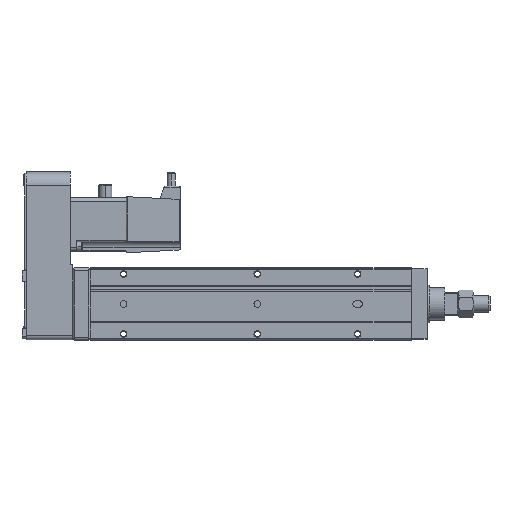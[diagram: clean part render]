
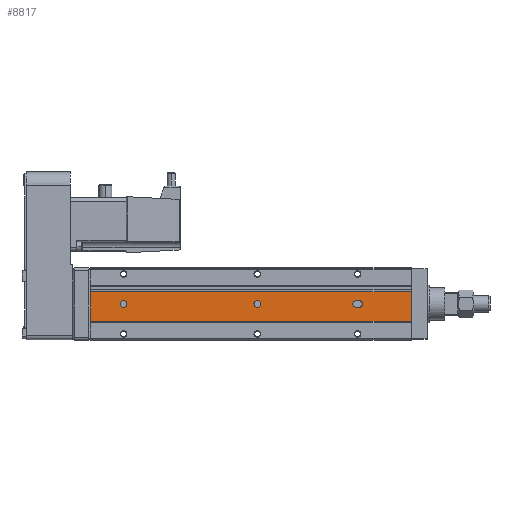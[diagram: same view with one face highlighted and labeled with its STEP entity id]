
A CAD part, front view. The second image highlights one B-rep face of the part: STEP entity #8817.
In plain terms, the highlighted planar face has unit normal (0, -1, 0).
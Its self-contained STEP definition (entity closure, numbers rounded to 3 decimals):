
#1084 = EDGE_CURVE ( 'NONE', #25225, #13771, #5767, .T. ) ;
#1116 = VECTOR ( 'NONE', #22058, 1000. ) ;
#1135 = AXIS2_PLACEMENT_3D ( 'NONE', #18633, #20554, #4969 ) ;
#1427 = ORIENTED_EDGE ( 'NONE', *, *, #13377, .F. ) ;
#1452 = PLANE ( 'NONE',  #22181 ) ;
#1457 = ORIENTED_EDGE ( 'NONE', *, *, #21904, .F. ) ;
#1768 = DIRECTION ( 'NONE',  ( 0., 0., -1. ) ) ;
#1863 = CARTESIAN_POINT ( 'NONE',  ( 240., 1., -2.5 ) ) ;
#2285 = CARTESIAN_POINT ( 'NONE',  ( 240., 1., -13. ) ) ;
#2763 = CARTESIAN_POINT ( 'NONE',  ( 240., 1., 2.5 ) ) ;
#2773 = DIRECTION ( 'NONE',  ( 0., 0., 1. ) ) ;
#2990 = ORIENTED_EDGE ( 'NONE', *, *, #1084, .F. ) ;
#3026 = EDGE_CURVE ( 'NONE', #7247, #21606, #24514, .T. ) ;
#3494 = CARTESIAN_POINT ( 'NONE',  ( 25., 1., 0. ) ) ;
#3512 = FACE_BOUND ( 'NONE', #18564, .T. ) ;
#3563 = EDGE_CURVE ( 'NONE', #21606, #7247, #20430, .T. ) ;
#3648 = CARTESIAN_POINT ( 'NONE',  ( 240., 1., 9.286 ) ) ;
#3653 = VERTEX_POINT ( 'NONE', #4042 ) ;
#3800 = DIRECTION ( 'NONE',  ( 0., 0., 1. ) ) ;
#3833 = VERTEX_POINT ( 'NONE', #23673 ) ;
#3945 = CARTESIAN_POINT ( 'NONE',  ( 0., 1., 9.286 ) ) ;
#4042 = CARTESIAN_POINT ( 'NONE',  ( 201., 1., 2.5 ) ) ;
#4182 = VERTEX_POINT ( 'NONE', #3945 ) ;
#4405 = EDGE_CURVE ( 'NONE', #13771, #25225, #15963, .T. ) ;
#4494 = LINE ( 'NONE', #2285, #14002 ) ;
#4548 = ORIENTED_EDGE ( 'NONE', *, *, #4405, .F. ) ;
#4969 = DIRECTION ( 'NONE',  ( 0., 0., 1. ) ) ;
#5085 = EDGE_LOOP ( 'NONE', ( #21633, #5497 ) ) ;
#5221 = AXIS2_PLACEMENT_3D ( 'NONE', #5587, #13454, #3800 ) ;
#5359 = DIRECTION ( 'NONE',  ( 0., -1., 0. ) ) ;
#5497 = ORIENTED_EDGE ( 'NONE', *, *, #3563, .F. ) ;
#5564 = CARTESIAN_POINT ( 'NONE',  ( 0., 1., -13. ) ) ;
#5587 = CARTESIAN_POINT ( 'NONE',  ( 125., 1., 0. ) ) ;
#5767 = CIRCLE ( 'NONE', #20162, 2.5 ) ;
#5973 = ORIENTED_EDGE ( 'NONE', *, *, #18098, .F. ) ;
#6136 = LINE ( 'NONE', #2763, #19271 ) ;
#6813 = EDGE_CURVE ( 'NONE', #4182, #13921, #21494, .T. ) ;
#6913 = VECTOR ( 'NONE', #25086, 1000. ) ;
#7141 = CARTESIAN_POINT ( 'NONE',  ( 25., 1., -2.5 ) ) ;
#7247 = VERTEX_POINT ( 'NONE', #12030 ) ;
#8447 = DIRECTION ( 'NONE',  ( -1., 0., 0. ) ) ;
#8720 = AXIS2_PLACEMENT_3D ( 'NONE', #12578, #24433, #2773 ) ;
#8747 = VERTEX_POINT ( 'NONE', #16798 ) ;
#8817 = ADVANCED_FACE ( 'NONE', ( #13448, #3512, #24919, #9451 ), #1452, .F. ) ;
#9203 = DIRECTION ( 'NONE',  ( 1., 0., 0. ) ) ;
#9205 = ORIENTED_EDGE ( 'NONE', *, *, #11644, .F. ) ;
#9451 = FACE_BOUND ( 'NONE', #5085, .T. ) ;
#10927 = CARTESIAN_POINT ( 'NONE',  ( 201., 1., -2.5 ) ) ;
#10950 = DIRECTION ( 'NONE',  ( 0., -1., 0. ) ) ;
#11442 = CARTESIAN_POINT ( 'NONE',  ( 0., 1., 9.286 ) ) ;
#11644 = EDGE_CURVE ( 'NONE', #16294, #13921, #4494, .T. ) ;
#11739 = VERTEX_POINT ( 'NONE', #10927 ) ;
#12030 = CARTESIAN_POINT ( 'NONE',  ( 125., 1., -2.5 ) ) ;
#12218 = DIRECTION ( 'NONE',  ( -1., 0., 0. ) ) ;
#12273 = CARTESIAN_POINT ( 'NONE',  ( 240., 1., 9.286 ) ) ;
#12525 = CARTESIAN_POINT ( 'NONE',  ( 125., 1., 2.5 ) ) ;
#12578 = CARTESIAN_POINT ( 'NONE',  ( 201., 1., 0. ) ) ;
#12622 = EDGE_LOOP ( 'NONE', ( #4548, #2990 ) ) ;
#12687 = CIRCLE ( 'NONE', #15978, 2.5 ) ;
#12792 = DIRECTION ( 'NONE',  ( 0., -1., 0. ) ) ;
#13377 = EDGE_CURVE ( 'NONE', #3653, #25017, #6136, .T. ) ;
#13448 = FACE_OUTER_BOUND ( 'NONE', #18482, .T. ) ;
#13454 = DIRECTION ( 'NONE',  ( 0., -1., 0. ) ) ;
#13771 = VERTEX_POINT ( 'NONE', #7141 ) ;
#13921 = VERTEX_POINT ( 'NONE', #5564 ) ;
#14002 = VECTOR ( 'NONE', #12218, 1000. ) ;
#14016 = CARTESIAN_POINT ( 'NONE',  ( 25., 1., 2.5 ) ) ;
#15072 = AXIS2_PLACEMENT_3D ( 'NONE', #23010, #5359, #21086 ) ;
#15848 = DIRECTION ( 'NONE',  ( 0., 0., -1. ) ) ;
#15963 = CIRCLE ( 'NONE', #1135, 2.5 ) ;
#15978 = AXIS2_PLACEMENT_3D ( 'NONE', #22414, #10950, #20348 ) ;
#16105 = CIRCLE ( 'NONE', #8720, 2.5 ) ;
#16294 = VERTEX_POINT ( 'NONE', #23606 ) ;
#16798 = CARTESIAN_POINT ( 'NONE',  ( 199., 1., -2.5 ) ) ;
#17060 = DIRECTION ( 'NONE',  ( 0., 1., 0. ) ) ;
#17629 = ORIENTED_EDGE ( 'NONE', *, *, #19951, .T. ) ;
#18098 = EDGE_CURVE ( 'NONE', #11739, #3653, #16105, .T. ) ;
#18482 = EDGE_LOOP ( 'NONE', ( #19628, #9205, #1457, #17629 ) ) ;
#18564 = EDGE_LOOP ( 'NONE', ( #22934, #19729, #1427, #5973 ) ) ;
#18633 = CARTESIAN_POINT ( 'NONE',  ( 25., 1., 0. ) ) ;
#19217 = DIRECTION ( 'NONE',  ( 0., 0., 1. ) ) ;
#19271 = VECTOR ( 'NONE', #8447, 1000. ) ;
#19531 = LINE ( 'NONE', #1863, #6913 ) ;
#19628 = ORIENTED_EDGE ( 'NONE', *, *, #6813, .T. ) ;
#19718 = CARTESIAN_POINT ( 'NONE',  ( 240., 1., 9.286 ) ) ;
#19729 = ORIENTED_EDGE ( 'NONE', *, *, #20597, .F. ) ;
#19951 = EDGE_CURVE ( 'NONE', #3833, #4182, #20266, .T. ) ;
#20162 = AXIS2_PLACEMENT_3D ( 'NONE', #3494, #12792, #19217 ) ;
#20259 = VECTOR ( 'NONE', #1768, 1000. ) ;
#20266 = LINE ( 'NONE', #12273, #1116 ) ;
#20348 = DIRECTION ( 'NONE',  ( 0., 0., 1. ) ) ;
#20430 = CIRCLE ( 'NONE', #5221, 2.5 ) ;
#20554 = DIRECTION ( 'NONE',  ( 0., -1., 0. ) ) ;
#20572 = VECTOR ( 'NONE', #15848, 1000. ) ;
#20597 = EDGE_CURVE ( 'NONE', #25017, #8747, #12687, .T. ) ;
#21086 = DIRECTION ( 'NONE',  ( 0., 0., 1. ) ) ;
#21494 = LINE ( 'NONE', #11442, #20259 ) ;
#21606 = VERTEX_POINT ( 'NONE', #12525 ) ;
#21633 = ORIENTED_EDGE ( 'NONE', *, *, #3026, .F. ) ;
#21904 = EDGE_CURVE ( 'NONE', #3833, #16294, #25268, .T. ) ;
#22058 = DIRECTION ( 'NONE',  ( -1., 0., 0. ) ) ;
#22181 = AXIS2_PLACEMENT_3D ( 'NONE', #3648, #17060, #9203 ) ;
#22414 = CARTESIAN_POINT ( 'NONE',  ( 199., 1., 0. ) ) ;
#22650 = CARTESIAN_POINT ( 'NONE',  ( 199., 1., 2.5 ) ) ;
#22934 = ORIENTED_EDGE ( 'NONE', *, *, #23994, .F. ) ;
#23010 = CARTESIAN_POINT ( 'NONE',  ( 125., 1., 0. ) ) ;
#23606 = CARTESIAN_POINT ( 'NONE',  ( 240., 1., -13. ) ) ;
#23673 = CARTESIAN_POINT ( 'NONE',  ( 240., 1., 9.286 ) ) ;
#23994 = EDGE_CURVE ( 'NONE', #8747, #11739, #19531, .T. ) ;
#24433 = DIRECTION ( 'NONE',  ( 0., -1., 0. ) ) ;
#24514 = CIRCLE ( 'NONE', #15072, 2.5 ) ;
#24919 = FACE_BOUND ( 'NONE', #12622, .T. ) ;
#25017 = VERTEX_POINT ( 'NONE', #22650 ) ;
#25086 = DIRECTION ( 'NONE',  ( 1., 0., 0. ) ) ;
#25225 = VERTEX_POINT ( 'NONE', #14016 ) ;
#25268 = LINE ( 'NONE', #19718, #20572 ) ;
